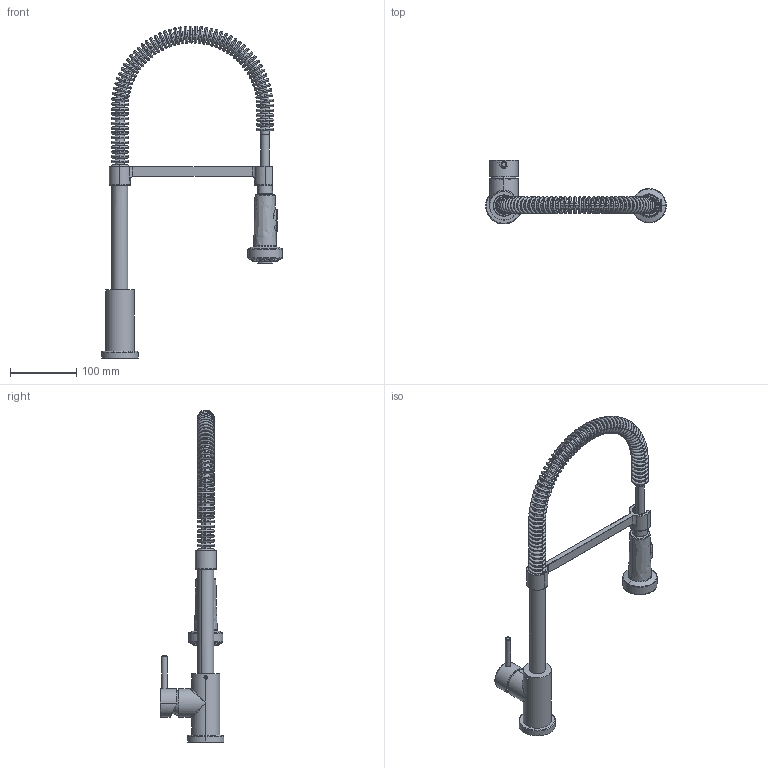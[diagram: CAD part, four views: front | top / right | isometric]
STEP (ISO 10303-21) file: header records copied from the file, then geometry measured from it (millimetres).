
FILE_DESCRIPTION(/* description */ (''),/* implementation_level */ '2;1');
FILE_NAME(/* name */ 'STEP - FDZRLV300_2266864',/* time_stamp */ '2025-01-13T13:46:53+11:00',/* author */ (''),/* organization */ (''),/* preprocessor_version */ 'ST-DEVELOPER v16.5',/* originating_system */ 'Rhino 7.37',/* authorisation */ '');
FILE_SCHEMA (('AUTOMOTIVE_DESIGN'));
Length unit declared in the file: millimetre
Products named in the file (16): Document; LIVE00300_3; anello_37218_000; Parte38^LIVE00300_3; Grano_M4x7.5_bocche_00975_000; coprighiera_37x19_cartuccia_35_nobili_81002_000; Flex_G1-2_M15x1_45014_000; COD_CONICO_cod_conico_flex_billy; monoforo_37200_000; supporto_flex_molla_45012_000; molla_45009_000_lavello art.300 Tower; base_45010_000; guarnizione 18.5x10x1.5_00919_5--; pomolo_37219_000; leva__43_zama_37207_z00; doccetta_DISC_Art.00142_87-
Assembly tree (15 placements, depth 4):
  Document
    LIVE00300_3
      anello_37218_000
      Parte38^LIVE00300_3
      Grano_M4x7.5_bocche_00975_000
      coprighiera_37x19_cartuccia_35_nobili_81002_000
      Flex_G1-2_M15x1_45014_000
        COD_CONICO_cod_conico_flex_billy
      monoforo_37200_000
      supporto_flex_molla_45012_000
      molla_45009_000_lavello art.300 Tower
      base_45010_000
      guarnizione 18.5x10x1.5_00919_5--
      pomolo_37219_000
      leva__43_zama_37207_z00
      doccetta_DISC_Art.00142_87-
Bounding box: 273.5 x 96.75 x 502.89 mm (x, y, z)
Volume: 424413.7 mm3; surface area: 195771.2 mm2
Topology: 79 solids, 80 shells, 1001 faces, 2274 edges, 1370 vertices
Faces by surface type: bspline 674, cylinder 203, plane 124
Entity records: 68774 total; most frequent: CARTESIAN_POINT 54762, ORIENTED_EDGE 4484, EDGE_CURVE 2248, VERTEX_POINT 1370, EDGE_LOOP 1126, ADVANCED_FACE 1001, FACE_OUTER_BOUND 1001, B_SPLINE_CURVE_WITH_KNOTS 994
